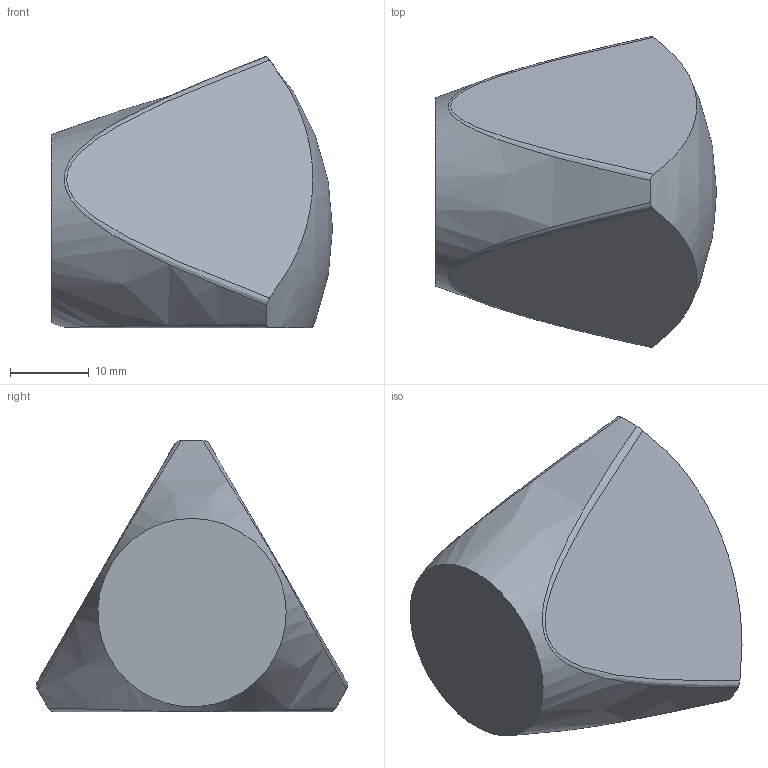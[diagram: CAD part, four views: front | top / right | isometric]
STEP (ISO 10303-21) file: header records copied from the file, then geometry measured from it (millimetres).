
FILE_DESCRIPTION(/* description */ ('Unknown'),/* implementation_level */ '2;1');
FILE_NAME(/* name */ '22940000',/* time_stamp */ '2022-08-26T09:25:32+02:00',/* author */ ('Unknown'),/* organization */ ('GROHE AG'),/* preprocessor_version */ 'ST-DEVELOPER v16.7',/* originating_system */ 'DEX',/* authorisation */ $);
FILE_SCHEMA (('AUTOMOTIVE_DESIGN {1 0 10303 214 3 1 1}'));
Length unit declared in the file: millimetre
Products named in the file (3): 22940000; id50
Assembly tree (2 placements, depth 2):
  22940000
    22940000
    id50
Bounding box: 35.8 x 39.62 x 34.62 mm (x, y, z)
Volume: 23527.9 mm3; surface area: 4544.1 mm2
Topology: 1 solids, 1 shells, 9 faces, 24 edges, 16 vertices
Faces by surface type: plane 4, bspline 3, cone 1, sphere 1
Entity records: 604 total; most frequent: CARTESIAN_POINT 368, ORIENTED_EDGE 38, DIRECTION 32, EDGE_CURVE 19, AXIS2_PLACEMENT_3D 16, VERTEX_POINT 13, B_SPLINE_CURVE_WITH_KNOTS 12, EDGE_LOOP 10
